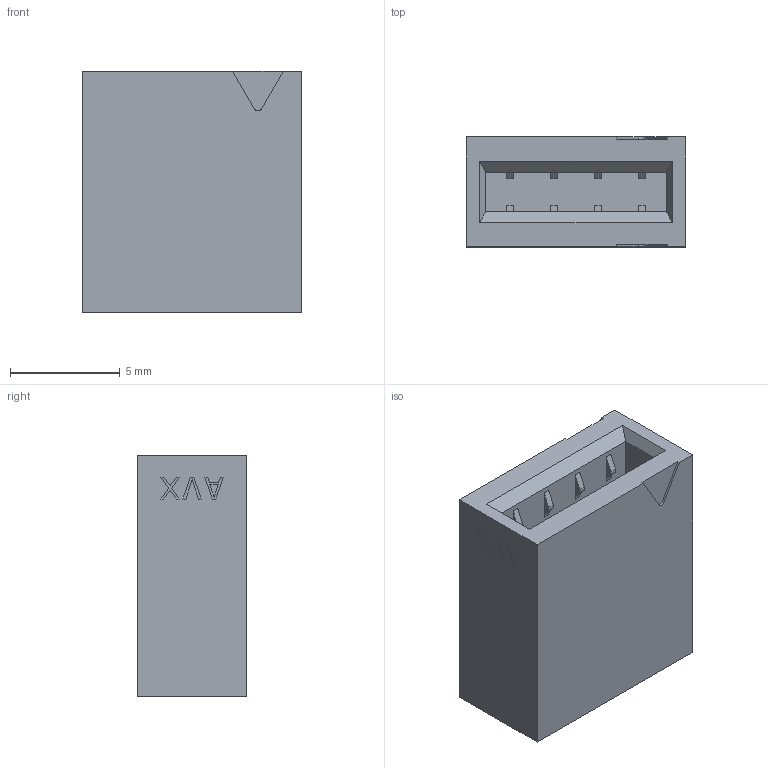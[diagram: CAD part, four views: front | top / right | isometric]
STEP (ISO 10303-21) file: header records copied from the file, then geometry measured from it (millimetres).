
FILE_DESCRIPTION (( 'STEP AP214' ), '1' );
FILE_NAME ('AVX-00-9159-004-001-916.STEP', '2019-03-07T07:30:35', ( '' ), ( '' ), 'SwSTEP 2.0', 'SolidWorks 2019', '' );
FILE_SCHEMA (( 'AUTOMOTIVE_DESIGN' ));
Length unit declared in the file: millimetre
Products named in the file (2): AVX-00-9159-004-001-916_00-9159-004-001-91X; AVX-00-9159-004-001-916
Assembly tree (1 placements, depth 2):
  AVX-00-9159-004-001-916
    AVX-00-9159-004-001-916_00-9159-004-001-91X
Bounding box: 10 x 5 x 11 mm (x, y, z)
Volume: 412.9 mm3; surface area: 607.2 mm2
Topology: 1 solids, 1 shells, 210 faces, 550 edges, 364 vertices
Faces by surface type: plane 160, cylinder 50
Entity records: 6476 total; most frequent: CARTESIAN_POINT 1128, ORIENTED_EDGE 1100, DIRECTION 1078, EDGE_CURVE 550, LINE 450, VECTOR 450, VERTEX_POINT 364, AXIS2_PLACEMENT_3D 314
